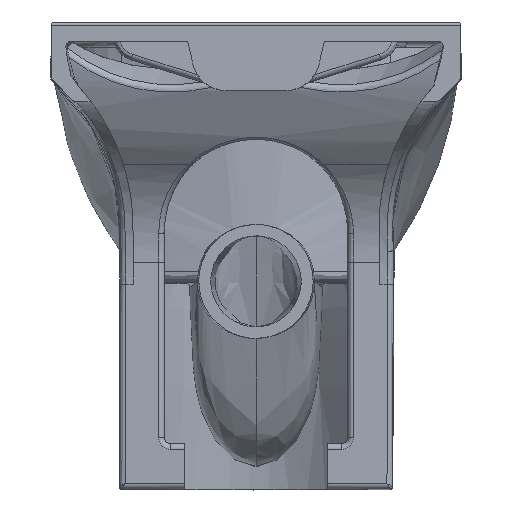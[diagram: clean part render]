
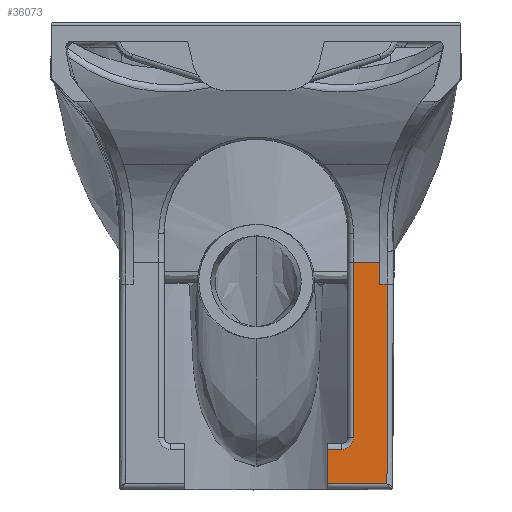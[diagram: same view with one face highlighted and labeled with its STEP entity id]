
A CAD part, top view. The second image highlights one B-rep face of the part: STEP entity #36073.
In plain terms, the highlighted planar face has unit normal (0, 0, 1).
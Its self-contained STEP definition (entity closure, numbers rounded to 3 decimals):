
#2023 = CARTESIAN_POINT ( 'NONE',  ( 63., 5., -150. ) ) ;
#2695 = LINE ( 'NONE', #58416, #65411 ) ;
#3602 = CARTESIAN_POINT ( 'NONE',  ( 108.436, 192.81, -150. ) ) ;
#4271 = ORIENTED_EDGE ( 'NONE', *, *, #6925, .F. ) ;
#6295 = CARTESIAN_POINT ( 'NONE',  ( 115.011, 5., -150. ) ) ;
#6594 = DIRECTION ( 'NONE',  ( 0., 0., 1. ) ) ;
#6925 = EDGE_CURVE ( 'NONE', #13746, #54788, #60028, .T. ) ;
#7329 = CARTESIAN_POINT ( 'NONE',  ( 85.5, 199.227, -150. ) ) ;
#7409 = CARTESIAN_POINT ( 'NONE',  ( 63., 0., -150. ) ) ;
#8767 = CARTESIAN_POINT ( 'NONE',  ( 63., 35.001, -150. ) ) ;
#9022 = EDGE_CURVE ( 'NONE', #38546, #54788, #43199, .T. ) ;
#9962 = CARTESIAN_POINT ( 'NONE',  ( 115.011, 5., -150. ) ) ;
#10216 = EDGE_CURVE ( 'NONE', #38546, #12829, #2695, .T. ) ;
#11636 = VERTEX_POINT ( 'NONE', #9962 ) ;
#11861 = ORIENTED_EDGE ( 'NONE', *, *, #27250, .T. ) ;
#12829 = VERTEX_POINT ( 'NONE', #44339 ) ;
#13746 = VERTEX_POINT ( 'NONE', #40235 ) ;
#14488 = VERTEX_POINT ( 'NONE', #2023 ) ;
#14723 = ORIENTED_EDGE ( 'NONE', *, *, #50448, .F. ) ;
#14817 = ORIENTED_EDGE ( 'NONE', *, *, #52622, .T. ) ;
#17746 = ORIENTED_EDGE ( 'NONE', *, *, #18540, .T. ) ;
#17803 = DIRECTION ( 'NONE',  ( 1., 0., 0. ) ) ;
#18443 = LINE ( 'NONE', #38778, #20895 ) ;
#18540 = EDGE_CURVE ( 'NONE', #14488, #11636, #37133, .T. ) ;
#18780 = DIRECTION ( 'NONE',  ( -1., 0., 0. ) ) ;
#18961 = CARTESIAN_POINT ( 'NONE',  ( 108.451, 199.222, -150. ) ) ;
#19430 = ORIENTED_EDGE ( 'NONE', *, *, #49336, .T. ) ;
#20895 = VECTOR ( 'NONE', #18780, 1000. ) ;
#21821 = ORIENTED_EDGE ( 'NONE', *, *, #10216, .F. ) ;
#22541 = CARTESIAN_POINT ( 'NONE',  ( 85.5, 40.001, -150. ) ) ;
#22990 = EDGE_LOOP ( 'NONE', ( #21821, #40193, #4271, #11861, #14817, #17746, #19430, #14723, #45531 ) ) ;
#23722 = DIRECTION ( 'NONE',  ( -1., 0., 0. ) ) ;
#24056 = PLANE ( 'NONE',  #36949 ) ;
#24187 = CARTESIAN_POINT ( 'NONE',  ( 108.406, 180., -150. ) ) ;
#25932 = AXIS2_PLACEMENT_3D ( 'NONE', #30655, #6594, #31611 ) ;
#27250 = EDGE_CURVE ( 'NONE', #13746, #65566, #18443, .T. ) ;
#29384 = FACE_OUTER_BOUND ( 'NONE', #22990, .T. ) ;
#29765 = VERTEX_POINT ( 'NONE', #24187 ) ;
#30655 = CARTESIAN_POINT ( 'NONE',  ( 75.5, 45.001, -150. ) ) ;
#31611 = DIRECTION ( 'NONE',  ( -1., 0., 0. ) ) ;
#34549 = LINE ( 'NONE', #55220, #43825 ) ;
#35992 = VECTOR ( 'NONE', #42412, 1000. ) ;
#36073 = ADVANCED_FACE ( 'NONE', ( #29384 ), #24056, .F. ) ;
#36949 = AXIS2_PLACEMENT_3D ( 'NONE', #64068, #39038, #23722 ) ;
#37133 = LINE ( 'NONE', #63830, #54723 ) ;
#38546 = VERTEX_POINT ( 'NONE', #7329 ) ;
#38778 = CARTESIAN_POINT ( 'NONE',  ( 63., 35.001, -150. ) ) ;
#39038 = DIRECTION ( 'NONE',  ( 0., 0., -1. ) ) ;
#39288 = CARTESIAN_POINT ( 'NONE',  ( 108.421, 186.405, -150. ) ) ;
#40193 = ORIENTED_EDGE ( 'NONE', *, *, #9022, .T. ) ;
#40235 = CARTESIAN_POINT ( 'NONE',  ( 75.5, 35.001, -150. ) ) ;
#42412 = DIRECTION ( 'NONE',  ( 0., -1., 0. ) ) ;
#43199 = LINE ( 'NONE', #22541, #64363 ) ;
#43294 = CARTESIAN_POINT ( 'NONE',  ( 108.451, 199.227, -150. ) ) ;
#43825 = VECTOR ( 'NONE', #65567, 1000. ) ;
#44294 = CARTESIAN_POINT ( 'NONE',  ( 108.406, 180., -150. ) ) ;
#44339 = CARTESIAN_POINT ( 'NONE',  ( 108.451, 199.227, -150. ) ) ;
#45531 = ORIENTED_EDGE ( 'NONE', *, *, #61808, .F. ) ;
#49336 = EDGE_CURVE ( 'NONE', #11636, #58177, #57395, .T. ) ;
#50448 = EDGE_CURVE ( 'NONE', #29765, #58177, #34549, .T. ) ;
#51988 = CARTESIAN_POINT ( 'NONE',  ( 115.278, 121.667, -150. ) ) ;
#52622 = EDGE_CURVE ( 'NONE', #65566, #14488, #55900, .T. ) ;
#54067 = DIRECTION ( 'NONE',  ( 1., 0., 0. ) ) ;
#54723 = VECTOR ( 'NONE', #17803, 1000. ) ;
#54788 = VERTEX_POINT ( 'NONE', #54966 ) ;
#54966 = CARTESIAN_POINT ( 'NONE',  ( 85.5, 45.001, -150. ) ) ;
#54972 = CARTESIAN_POINT ( 'NONE',  ( 108.451, 199.218, -150. ) ) ;
#55220 = CARTESIAN_POINT ( 'NONE',  ( -180.046, 180., -150. ) ) ;
#55900 = LINE ( 'NONE', #7409, #35992 ) ;
#56353 = CARTESIAN_POINT ( 'NONE',  ( 115.419, 180., -150. ) ) ;
#56684 = B_SPLINE_CURVE_WITH_KNOTS ( 'NONE', 3,
 ( #43294, #18961, #54972, #59976, #3602, #39288, #44294 ),
 .UNSPECIFIED., .F., .F.,
 ( 4, 3, 4 ),
 ( 0., 0., 0.019 ),
 .UNSPECIFIED. ) ;
#57395 = B_SPLINE_CURVE_WITH_KNOTS ( 'NONE', 3,
 ( #6295, #61354, #51988, #56353 ),
 .UNSPECIFIED., .F., .F.,
 ( 4, 4 ),
 ( 0., 0.175 ),
 .UNSPECIFIED. ) ;
#58177 = VERTEX_POINT ( 'NONE', #62797 ) ;
#58416 = CARTESIAN_POINT ( 'NONE',  ( 0., 199.227, -150. ) ) ;
#59976 = CARTESIAN_POINT ( 'NONE',  ( 108.451, 199.214, -150. ) ) ;
#60028 = CIRCLE ( 'NONE', #25932, 10. ) ;
#61354 = CARTESIAN_POINT ( 'NONE',  ( 115.143, 63.333, -150. ) ) ;
#61808 = EDGE_CURVE ( 'NONE', #12829, #29765, #56684, .T. ) ;
#62797 = CARTESIAN_POINT ( 'NONE',  ( 115.419, 180., -150. ) ) ;
#63830 = CARTESIAN_POINT ( 'NONE',  ( -180.046, 5., -150. ) ) ;
#63896 = DIRECTION ( 'NONE',  ( 0., -1., 0. ) ) ;
#64068 = CARTESIAN_POINT ( 'NONE',  ( 0., 199.227, -150. ) ) ;
#64363 = VECTOR ( 'NONE', #63896, 1000. ) ;
#65411 = VECTOR ( 'NONE', #54067, 1000. ) ;
#65566 = VERTEX_POINT ( 'NONE', #8767 ) ;
#65567 = DIRECTION ( 'NONE',  ( 1., 0., 0. ) ) ;
